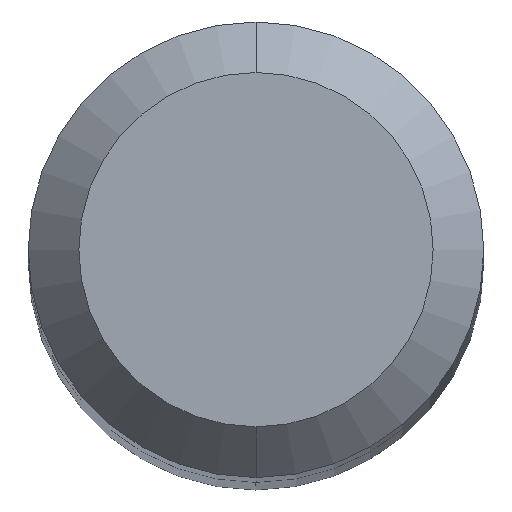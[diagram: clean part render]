
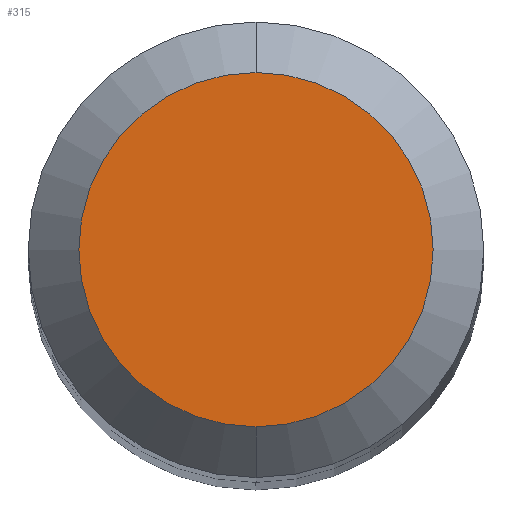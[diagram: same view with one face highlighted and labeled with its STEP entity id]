
A CAD part, top view. The second image highlights one B-rep face of the part: STEP entity #315.
In plain terms, the highlighted planar face has unit normal (0, 0, 1).
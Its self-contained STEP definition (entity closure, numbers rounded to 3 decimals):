
#1 = DIRECTION ( 'NONE',  ( 0., 0., -1. ) ) ;
#7 = EDGE_LOOP ( 'NONE', ( #213, #111 ) ) ;
#10 = DIRECTION ( 'NONE',  ( 0., 0., -1. ) ) ;
#42 = CARTESIAN_POINT ( 'NONE',  ( 0., 0., 101. ) ) ;
#52 = CARTESIAN_POINT ( 'NONE',  ( 0., 0., 101. ) ) ;
#92 = DIRECTION ( 'NONE',  ( 0., 1., 0. ) ) ;
#93 = EDGE_CURVE ( 'NONE', #200, #276, #284, .T. ) ;
#111 = ORIENTED_EDGE ( 'NONE', *, *, #331, .F. ) ;
#123 = CIRCLE ( 'NONE', #165, 2.45 ) ;
#165 = AXIS2_PLACEMENT_3D ( 'NONE', #170, #1, #279 ) ;
#170 = CARTESIAN_POINT ( 'NONE',  ( 0., 0., 101. ) ) ;
#178 = DIRECTION ( 'NONE',  ( 0., 1., 0. ) ) ;
#191 = CARTESIAN_POINT ( 'NONE',  ( 0., 2.45, 101. ) ) ;
#200 = VERTEX_POINT ( 'NONE', #191 ) ;
#213 = ORIENTED_EDGE ( 'NONE', *, *, #93, .F. ) ;
#217 = FACE_OUTER_BOUND ( 'NONE', #7, .T. ) ;
#221 = DIRECTION ( 'NONE',  ( 0., 0., -1. ) ) ;
#248 = CARTESIAN_POINT ( 'NONE',  ( 0., -2.45, 101. ) ) ;
#249 = AXIS2_PLACEMENT_3D ( 'NONE', #52, #10, #178 ) ;
#276 = VERTEX_POINT ( 'NONE', #248 ) ;
#279 = DIRECTION ( 'NONE',  ( 0., 1., 0. ) ) ;
#284 = CIRCLE ( 'NONE', #249, 2.45 ) ;
#296 = AXIS2_PLACEMENT_3D ( 'NONE', #42, #221, #92 ) ;
#315 = ADVANCED_FACE ( 'NONE', ( #217 ), #325, .F. ) ;
#325 = PLANE ( 'NONE',  #296 ) ;
#331 = EDGE_CURVE ( 'NONE', #276, #200, #123, .T. ) ;
